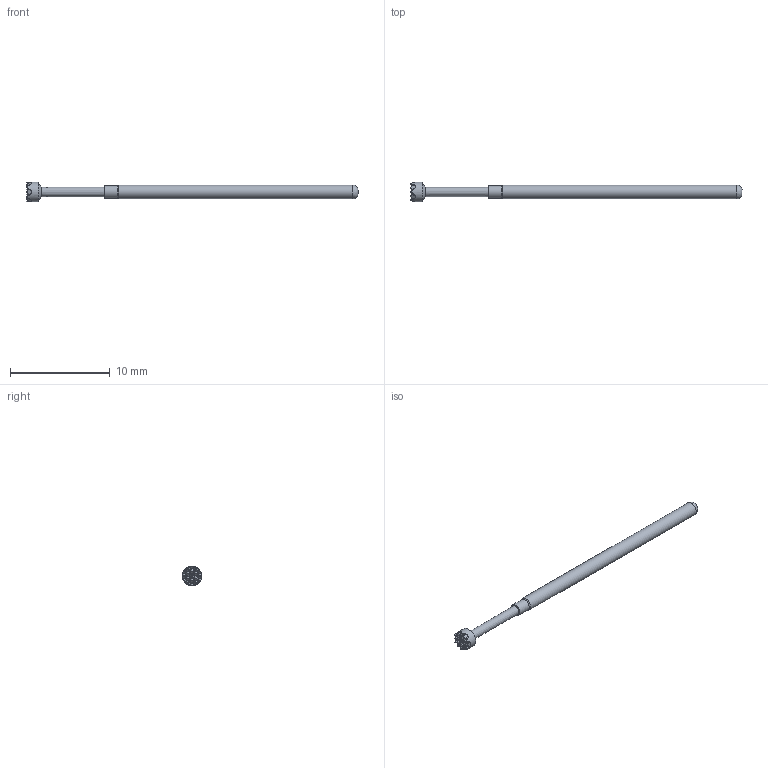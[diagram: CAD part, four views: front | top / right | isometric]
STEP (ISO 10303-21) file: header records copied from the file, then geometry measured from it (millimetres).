
FILE_DESCRIPTION (( 'STEP AP214' ), '1' );
FILE_NAME ('100-25K9.STEP', '2024-06-17T14:32:53', ( '' ), ( '' ), 'SwSTEP 2.0', 'SolidWorks 2023', '' );
FILE_SCHEMA (( 'AUTOMOTIVE_DESIGN' ));
Length unit declared in the file: inch
Products named in the file (1): 100-25K9
Bounding box: 33.27 x 1.96 x 1.96 mm (x, y, z)
Volume: 44.4 mm3; surface area: 141.7 mm2
Topology: 1 solids, 1 shells, 419 faces, 1203 edges, 787 vertices
Faces by surface type: bspline 409, cone 4, cylinder 3, plane 2, torus 1
Full cylindrical faces by diameter (mm): 1.219 x1, 1.367 x1, 1.956 x1
Entity records: 246108 total; most frequent: CARTESIAN_POINT 238771, ORIENTED_EDGE 2384, EDGE_CURVE 1192, B_SPLINE_CURVE_WITH_KNOTS 1183, VERTEX_POINT 784, EDGE_LOOP 428, FACE_OUTER_BOUND 423, ADVANCED_FACE 419
